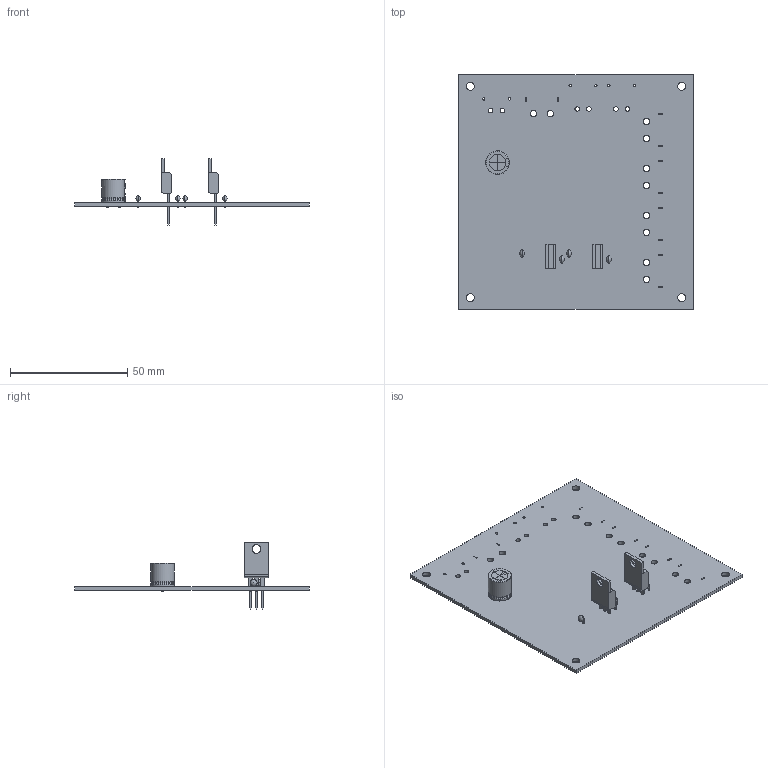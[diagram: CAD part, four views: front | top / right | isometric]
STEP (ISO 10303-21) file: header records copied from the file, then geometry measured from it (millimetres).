
FILE_DESCRIPTION(('KiCad electronic assembly'),'2;1');
FILE_NAME('MainPowerSupply.step','2025-02-02T14:38:27',('Pcbnew'),( 'Kicad'),'Open CASCADE STEP processor 7.6','KiCad to STEP converter' ,'Unknown');
FILE_SCHEMA(('AUTOMOTIVE_DESIGN { 1 0 10303 214 1 1 1 1 }'));
Length unit declared in the file: millimetre
Products named in the file (8): MainPowerSupply 1; CP_Radial_D10.0mm_P5.00mm; CP_Radial_D100mm_P500mm; C_Disc_D3.0mm_W2.0mm_P2.50mm; C_Disc_D30mm_W20mm_P250mm; TO-220-3_Vertical; MainPowerSupply_PCB
Assembly tree (11 placements, depth 3):
  MainPowerSupply 1
    CP_Radial_D10.0mm_P5.00mm
      CP_Radial_D100mm_P500mm
    C_Disc_D3.0mm_W2.0mm_P2.50mm  x4
      C_Disc_D30mm_W20mm_P250mm
    TO-220-3_Vertical  x2
      TO-220-3_Vertical
    MainPowerSupply_PCB
Bounding box: 100 x 100 x 28.52 mm (x, y, z)
Volume: 17561.9 mm3; surface area: 22673 mm2
Topology: 8 solids, 9 shells, 280 faces, 777 edges, 510 vertices
Faces by surface type: plane 151, cylinder 102, revolution 12, sphere 8, bspline 5, torus 2
Full cylindrical faces by diameter (mm): 0.5 x8, 0.7 x2, 0.8 x8, 1 x8, 1.1 x6, 1.9 x6, 2.7 x10, 3.34 x4, 3.735 x2
Entity records: 8306 total; most frequent: CARTESIAN_POINT 2033, DIRECTION 1106, ORIENTED_EDGE 1088, EDGE_CURVE 544, AXIS2_PLACEMENT_3D 388, VERTEX_POINT 361, LINE 324, VECTOR 324
